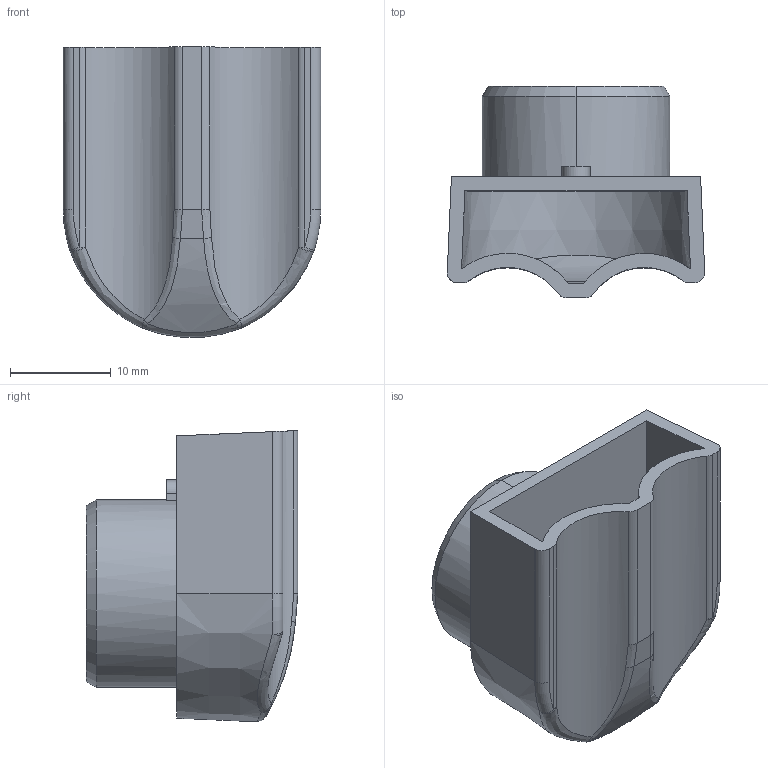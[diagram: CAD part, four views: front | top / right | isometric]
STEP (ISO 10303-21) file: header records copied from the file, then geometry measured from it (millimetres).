
FILE_DESCRIPTION (( 'STEP AP214' ), '1' );
FILE_NAME ('FIBOX_MB10631 Ventilator.STEP', '2010-03-05T09:32:16', ( 'KennethW' ), ( 'FIBOX' ), 'SwSTEP 2.0', 'SolidWorks 2009', '' );
FILE_SCHEMA (( 'AUTOMOTIVE_DESIGN' ));
Length unit declared in the file: millimetre
Products named in the file (1): FIBOX_MB10631 Ventilator
Bounding box: 25.53 x 21 x 28.84 mm (x, y, z)
Volume: 3807.8 mm3; surface area: 4767 mm2
Topology: 1 solids, 1 shells, 195 faces, 590 edges, 386 vertices
Faces by surface type: plane 156, cylinder 18, sphere 8, bspline 7, cone 4, torus 2
Entity records: 8007 total; most frequent: CARTESIAN_POINT 2570, ORIENTED_EDGE 1176, DIRECTION 1005, EDGE_CURVE 588, VECTOR 477, LINE 477, VERTEX_POINT 386, AXIS2_PLACEMENT_3D 264
